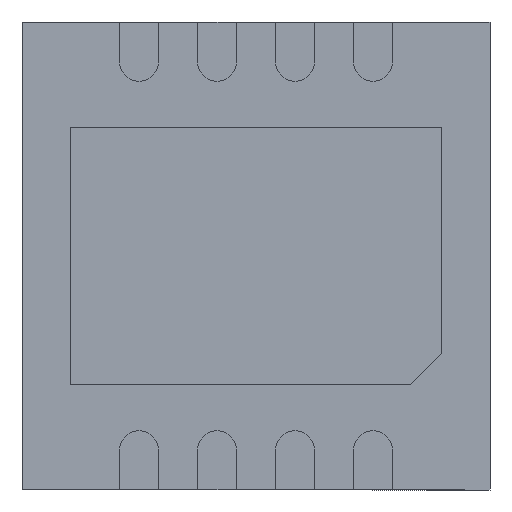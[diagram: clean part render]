
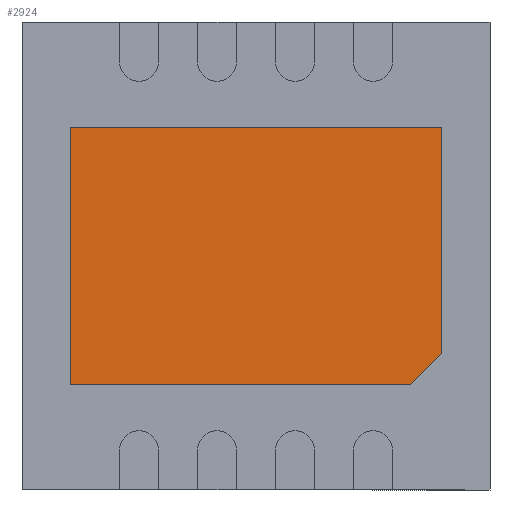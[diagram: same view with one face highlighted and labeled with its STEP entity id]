
A CAD part, front view. The second image highlights one B-rep face of the part: STEP entity #2924.
In plain terms, the highlighted planar face has unit normal (0, -1, 0).
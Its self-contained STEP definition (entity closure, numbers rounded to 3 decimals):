
#138 = VERTEX_POINT ( 'NONE', #2838 ) ;
#195 = DIRECTION ( 'NONE',  ( 1., 0., 0. ) ) ;
#352 = EDGE_LOOP ( 'NONE', ( #3014, #2011, #1541, #2085, #2164 ) ) ;
#353 = VERTEX_POINT ( 'NONE', #1900 ) ;
#453 = VERTEX_POINT ( 'NONE', #3212 ) ;
#611 = CARTESIAN_POINT ( 'NONE',  ( -1.19, -0.05, 0.825 ) ) ;
#761 = CARTESIAN_POINT ( 'NONE',  ( -1.19, -0.05, -0.825 ) ) ;
#803 = DIRECTION ( 'NONE',  ( 0.707, 0., 0.707 ) ) ;
#839 = VECTOR ( 'NONE', #2485, 1000. ) ;
#847 = VECTOR ( 'NONE', #195, 1000. ) ;
#900 = EDGE_CURVE ( 'NONE', #453, #353, #1988, .T. ) ;
#906 = DIRECTION ( 'NONE',  ( 0., -1., 0. ) ) ;
#941 = DIRECTION ( 'NONE',  ( 0., 0., -1. ) ) ;
#1007 = DIRECTION ( 'NONE',  ( -1., 0., 0. ) ) ;
#1018 = FACE_OUTER_BOUND ( 'NONE', #352, .T. ) ;
#1025 = DIRECTION ( 'NONE',  ( 0., 0., 1. ) ) ;
#1152 = EDGE_CURVE ( 'NONE', #2292, #3061, #2272, .T. ) ;
#1209 = CARTESIAN_POINT ( 'NONE',  ( 1.19, -0.05, 0.825 ) ) ;
#1318 = CARTESIAN_POINT ( 'NONE',  ( 0.99, -0.05, -0.825 ) ) ;
#1342 = EDGE_CURVE ( 'NONE', #138, #2292, #2674, .T. ) ;
#1354 = LINE ( 'NONE', #3071, #2354 ) ;
#1541 = ORIENTED_EDGE ( 'NONE', *, *, #1152, .T. ) ;
#1542 = CARTESIAN_POINT ( 'NONE',  ( -1.19, -0.05, -0.825 ) ) ;
#1794 = AXIS2_PLACEMENT_3D ( 'NONE', #3040, #906, #941 ) ;
#1818 = VECTOR ( 'NONE', #803, 1000. ) ;
#1863 = EDGE_CURVE ( 'NONE', #353, #138, #1354, .T. ) ;
#1900 = CARTESIAN_POINT ( 'NONE',  ( 1.19, -0.05, -0.625 ) ) ;
#1988 = LINE ( 'NONE', #1318, #1818 ) ;
#2011 = ORIENTED_EDGE ( 'NONE', *, *, #1342, .T. ) ;
#2085 = ORIENTED_EDGE ( 'NONE', *, *, #2163, .T. ) ;
#2163 = EDGE_CURVE ( 'NONE', #3061, #453, #3402, .T. ) ;
#2164 = ORIENTED_EDGE ( 'NONE', *, *, #900, .T. ) ;
#2272 = LINE ( 'NONE', #611, #839 ) ;
#2292 = VERTEX_POINT ( 'NONE', #2465 ) ;
#2354 = VECTOR ( 'NONE', #1025, 1000. ) ;
#2465 = CARTESIAN_POINT ( 'NONE',  ( -1.19, -0.05, 0.825 ) ) ;
#2485 = DIRECTION ( 'NONE',  ( 0., 0., -1. ) ) ;
#2636 = VECTOR ( 'NONE', #1007, 1000. ) ;
#2674 = LINE ( 'NONE', #1209, #2636 ) ;
#2838 = CARTESIAN_POINT ( 'NONE',  ( 1.19, -0.05, 0.825 ) ) ;
#2924 = ADVANCED_FACE ( 'NONE', ( #1018 ), #3051, .T. ) ;
#3014 = ORIENTED_EDGE ( 'NONE', *, *, #1863, .T. ) ;
#3040 = CARTESIAN_POINT ( 'NONE',  ( 0., -0.05, 0. ) ) ;
#3051 = PLANE ( 'NONE',  #1794 ) ;
#3061 = VERTEX_POINT ( 'NONE', #761 ) ;
#3071 = CARTESIAN_POINT ( 'NONE',  ( 1.19, -0.05, -0.625 ) ) ;
#3212 = CARTESIAN_POINT ( 'NONE',  ( 0.99, -0.05, -0.825 ) ) ;
#3402 = LINE ( 'NONE', #1542, #847 ) ;
